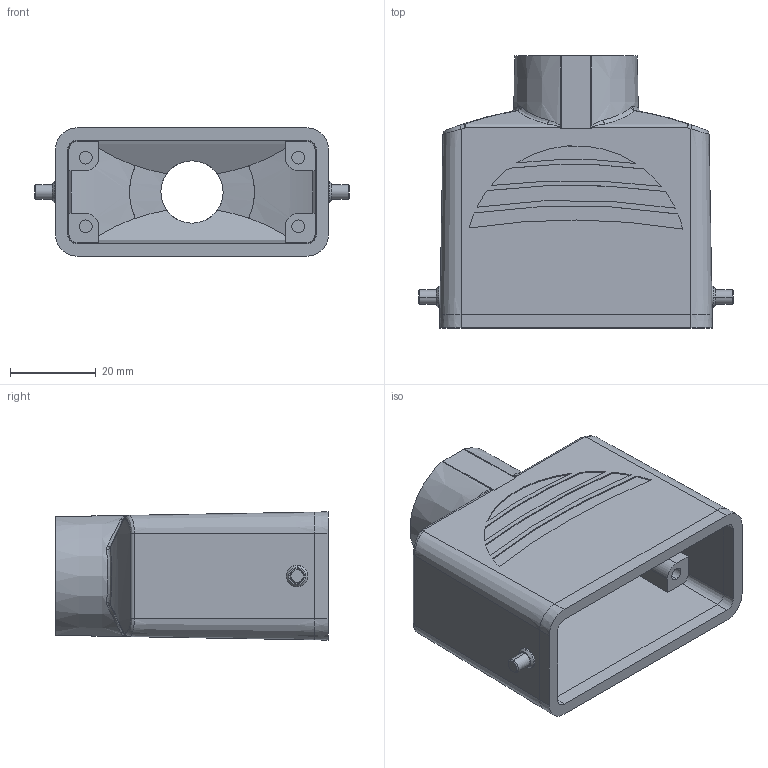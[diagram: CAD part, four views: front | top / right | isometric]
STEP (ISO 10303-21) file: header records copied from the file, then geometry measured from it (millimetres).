
FILE_DESCRIPTION (( 'STEP AP214' ), '1' );
FILE_NAME ('ZP-MC10A-2-STE13M.step', '2015-08-12T18:09:26', ( '' ), ( '' ), 'SwSTEP 2.0', 'SolidWorks 2014', '' );
FILE_SCHEMA (( 'AUTOMOTIVE_DESIGN' ));
Length unit declared in the file: millimetre
Products named in the file (1): ZP-MC10A-2-STE13M
Bounding box: 73.25 x 63.32 x 29.85 mm (x, y, z)
Volume: 34604.5 mm3; surface area: 22182.9 mm2
Topology: 1 solids, 1 shells, 220 faces, 539 edges, 338 vertices
Faces by surface type: cylinder 89, plane 58, bspline 41, cone 28, sphere 4
Entity records: 10964 total; most frequent: CARTESIAN_POINT 4324, ORIENTED_EDGE 1078, DIRECTION 918, EDGE_CURVE 539, AXIS2_PLACEMENT_3D 363, VERTEX_POINT 338, EDGE_LOOP 239, ADVANCED_FACE 220
